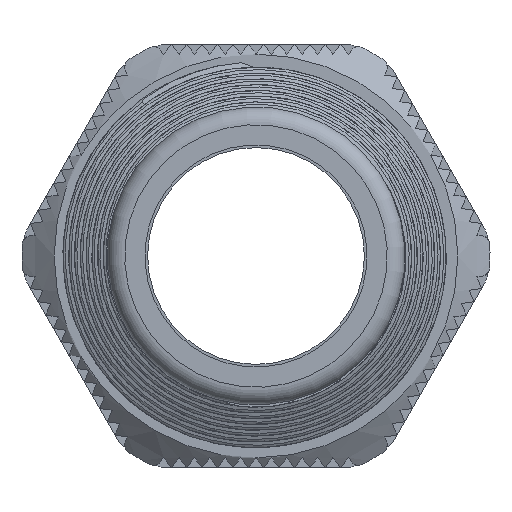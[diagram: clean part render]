
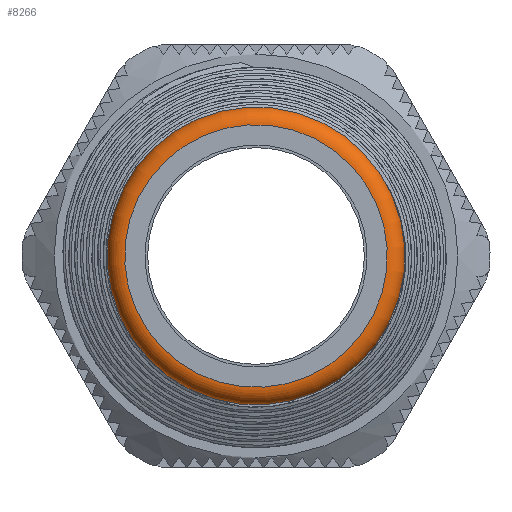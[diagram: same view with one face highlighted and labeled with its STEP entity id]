
A CAD part, left-side view. The second image highlights one B-rep face of the part: STEP entity #8266.
In plain terms, the highlighted toroidal (fillet/blend) face has major radius 7.45 mm and minor radius 1 mm.
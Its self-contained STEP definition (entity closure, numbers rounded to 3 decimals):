
#2090=FACE_BOUND('',#3012,.T.);
#2534=FACE_OUTER_BOUND('',#3011,.T.);
#3011=EDGE_LOOP('',(#7737));
#3012=EDGE_LOOP('',(#7738));
#3301=CIRCLE('',#8956,7.45);
#3302=CIRCLE('',#8957,8.45);
#4098=VERTEX_POINT('',#27625);
#4099=VERTEX_POINT('',#27627);
#5317=EDGE_CURVE('',#4098,#4098,#3301,.T.);
#5318=EDGE_CURVE('',#4099,#4099,#3302,.T.);
#7737=ORIENTED_EDGE('',*,*,#5317,.T.);
#7738=ORIENTED_EDGE('',*,*,#5318,.T.);
#7831=TOROIDAL_SURFACE('',#8955,7.45,1.);
#8266=ADVANCED_FACE('',(#2534,#2090),#7831,.T.);
#8955=AXIS2_PLACEMENT_3D('',#27624,#10930,#10931);
#8956=AXIS2_PLACEMENT_3D('',#27626,#10932,#10933);
#8957=AXIS2_PLACEMENT_3D('',#27628,#10934,#10935);
#10930=DIRECTION('center_axis',(-1.,0.,0.));
#10931=DIRECTION('ref_axis',(0.,0.,1.));
#10932=DIRECTION('center_axis',(-1.,0.,0.));
#10933=DIRECTION('ref_axis',(0.,0.,
-1.));
#10934=DIRECTION('center_axis',(1.,0.,0.));
#10935=DIRECTION('ref_axis',(0.,0.,
-1.));
#27624=CARTESIAN_POINT('Origin',(6.9,0.,0.));
#27625=CARTESIAN_POINT('',(7.9,0.,7.45));
#27626=CARTESIAN_POINT('Origin',(7.9,0.,0.));
#27627=CARTESIAN_POINT('',(6.9,0.,8.45));
#27628=CARTESIAN_POINT('Origin',(6.9,0.,0.));
